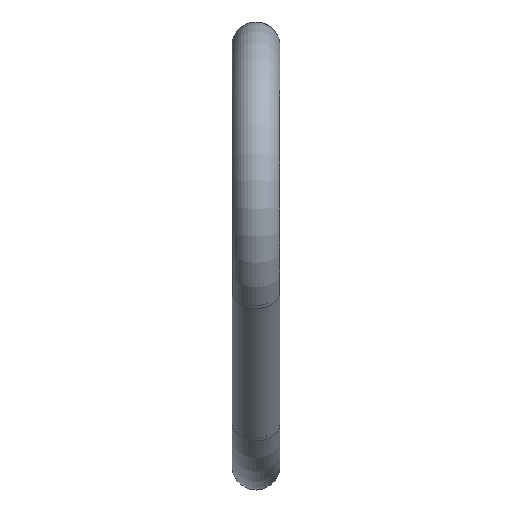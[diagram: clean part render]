
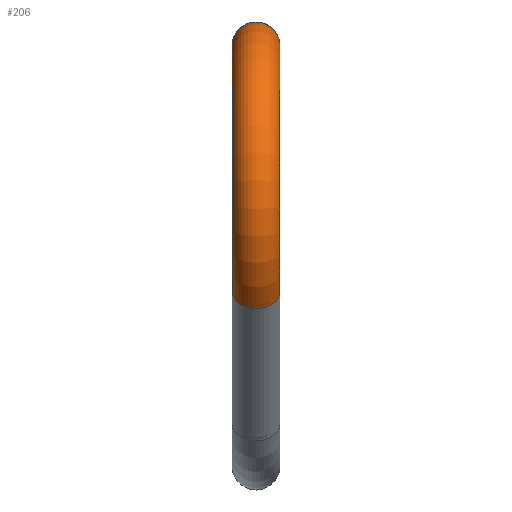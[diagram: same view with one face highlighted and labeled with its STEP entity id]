
A CAD part, front view. The second image highlights one B-rep face of the part: STEP entity #206.
In plain terms, the highlighted toroidal (fillet/blend) face has major radius 75 mm and minor radius 12.5 mm.
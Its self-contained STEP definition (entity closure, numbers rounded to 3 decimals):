
#18=TOROIDAL_SURFACE('',#252,75.,12.5);
#35=FACE_OUTER_BOUND('',#49,.T.);
#49=EDGE_LOOP('',(#179,#180,#181,#182,#183,#184));
#79=CIRCLE('',#250,12.5);
#80=CIRCLE('',#251,12.5);
#81=CIRCLE('',#253,62.5);
#82=CIRCLE('',#254,12.5);
#83=CIRCLE('',#255,12.5);
#99=VERTEX_POINT('',#383);
#100=VERTEX_POINT('',#385);
#101=VERTEX_POINT('',#389);
#102=VERTEX_POINT('',#391);
#126=EDGE_CURVE('',#99,#100,#79,.T.);
#127=EDGE_CURVE('',#100,#99,#80,.T.);
#128=EDGE_CURVE('',#100,#101,#81,.T.);
#129=EDGE_CURVE('',#101,#102,#82,.T.);
#130=EDGE_CURVE('',#102,#101,#83,.T.);
#179=ORIENTED_EDGE('',*,*,#126,.F.);
#180=ORIENTED_EDGE('',*,*,#127,.F.);
#181=ORIENTED_EDGE('',*,*,#128,.T.);
#182=ORIENTED_EDGE('',*,*,#129,.T.);
#183=ORIENTED_EDGE('',*,*,#130,.T.);
#184=ORIENTED_EDGE('',*,*,#128,.F.);
#206=ADVANCED_FACE('',(#35),#18,.T.);
#250=AXIS2_PLACEMENT_3D('',#386,#320,#321);
#251=AXIS2_PLACEMENT_3D('',#387,#322,#323);
#252=AXIS2_PLACEMENT_3D('',#388,#324,#325);
#253=AXIS2_PLACEMENT_3D('',#390,#326,#327);
#254=AXIS2_PLACEMENT_3D('',#392,#328,#329);
#255=AXIS2_PLACEMENT_3D('',#393,#330,#331);
#320=DIRECTION('center_axis',(0.,0.707,-0.707));
#321=DIRECTION('ref_axis',(1.,0.,0.));
#322=DIRECTION('center_axis',(0.,0.707,-0.707));
#323=DIRECTION('ref_axis',(1.,0.,0.));
#324=DIRECTION('center_axis',(1.,0.,0.));
#325=DIRECTION('ref_axis',(0.,0.,-1.));
#326=DIRECTION('center_axis',(-1.,0.,0.));
#327=DIRECTION('ref_axis',(0.,0.,-1.));
#328=DIRECTION('center_axis',(0.,-1.,0.));
#329=DIRECTION('ref_axis',(1.,0.,0.));
#330=DIRECTION('center_axis',(0.,-1.,0.));
#331=DIRECTION('ref_axis',(1.,0.,0.));
#383=CARTESIAN_POINT('',(-88.,-210.033,111.967));
#385=CARTESIAN_POINT('',(-75.5,-201.194,120.806));
#386=CARTESIAN_POINT('Origin',(-75.5,-210.033,111.967));
#387=CARTESIAN_POINT('Origin',(-75.5,-210.033,111.967));
#388=CARTESIAN_POINT('Origin',(-75.5,-157.,165.));
#389=CARTESIAN_POINT('',(-75.5,-157.,227.5));
#390=CARTESIAN_POINT('Origin',(-75.5,-157.,165.));
#391=CARTESIAN_POINT('',(-88.,-157.,240.));
#392=CARTESIAN_POINT('Origin',(-75.5,-157.,240.));
#393=CARTESIAN_POINT('Origin',(-75.5,-157.,240.));
